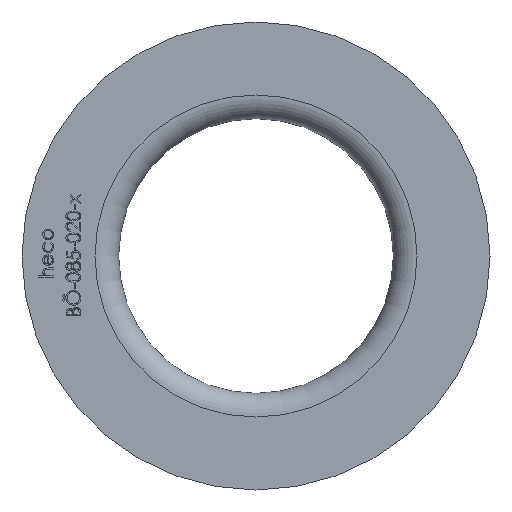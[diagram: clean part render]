
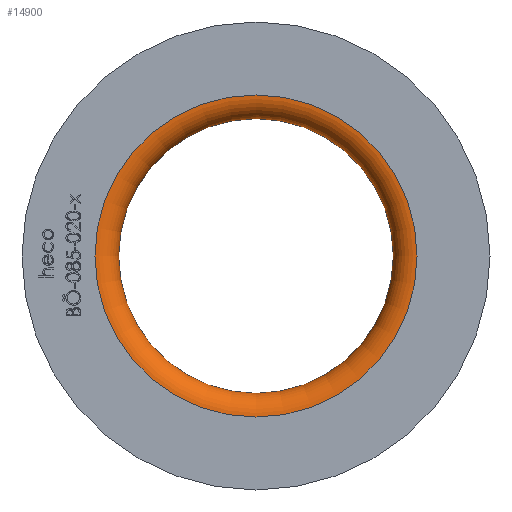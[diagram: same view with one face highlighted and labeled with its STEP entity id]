
A CAD part, left-side view. The second image highlights one B-rep face of the part: STEP entity #14900.
In plain terms, the highlighted toroidal (fillet/blend) face has major radius 47.5 mm and minor radius 7 mm.
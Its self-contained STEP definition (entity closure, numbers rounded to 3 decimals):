
#419 = DIRECTION ( 'NONE',  ( -1., 0., 0. ) ) ;
#469 = ORIENTED_EDGE ( 'NONE', *, *, #8005, .T. ) ;
#3073 = CARTESIAN_POINT ( 'NONE',  ( 7., 0., 0. ) ) ;
#3631 = AXIS2_PLACEMENT_3D ( 'NONE', #7834, #419, #8917 ) ;
#3744 = AXIS2_PLACEMENT_3D ( 'NONE', #3073, #5481, #8123 ) ;
#3833 = VERTEX_POINT ( 'NONE', #13978 ) ;
#4420 = AXIS2_PLACEMENT_3D ( 'NONE', #6720, #14219, #7723 ) ;
#5481 = DIRECTION ( 'NONE',  ( -1., 0., 0. ) ) ;
#6068 = VERTEX_POINT ( 'NONE', #11106 ) ;
#6720 = CARTESIAN_POINT ( 'NONE',  ( 0., 0., 0. ) ) ;
#7700 = ORIENTED_EDGE ( 'NONE', *, *, #10424, .F. ) ;
#7723 = DIRECTION ( 'NONE',  ( 0., 0., 1. ) ) ;
#7834 = CARTESIAN_POINT ( 'NONE',  ( 7., 0., 0. ) ) ;
#8005 = EDGE_CURVE ( 'NONE', #6068, #6068, #14398, .T. ) ;
#8123 = DIRECTION ( 'NONE',  ( 0., 0., 1. ) ) ;
#8917 = DIRECTION ( 'NONE',  ( 0., 0., 1. ) ) ;
#10222 = CIRCLE ( 'NONE', #3631, 40.5 ) ;
#10415 = EDGE_LOOP ( 'NONE', ( #469 ) ) ;
#10424 = EDGE_CURVE ( 'NONE', #3833, #3833, #10222, .T. ) ;
#10519 = FACE_OUTER_BOUND ( 'NONE', #12168, .T. ) ;
#11106 = CARTESIAN_POINT ( 'NONE',  ( 0., 0., 47.5 ) ) ;
#12168 = EDGE_LOOP ( 'NONE', ( #7700 ) ) ;
#12910 = FACE_OUTER_BOUND ( 'NONE', #10415, .T. ) ;
#13978 = CARTESIAN_POINT ( 'NONE',  ( 7., 0., 40.5 ) ) ;
#14219 = DIRECTION ( 'NONE',  ( -1., 0., 0. ) ) ;
#14398 = CIRCLE ( 'NONE', #4420, 47.5 ) ;
#14533 = TOROIDAL_SURFACE ( 'NONE', #3744, 47.5, 7. ) ;
#14900 = ADVANCED_FACE ( 'NONE', ( #10519, #12910 ), #14533, .T. ) ;
